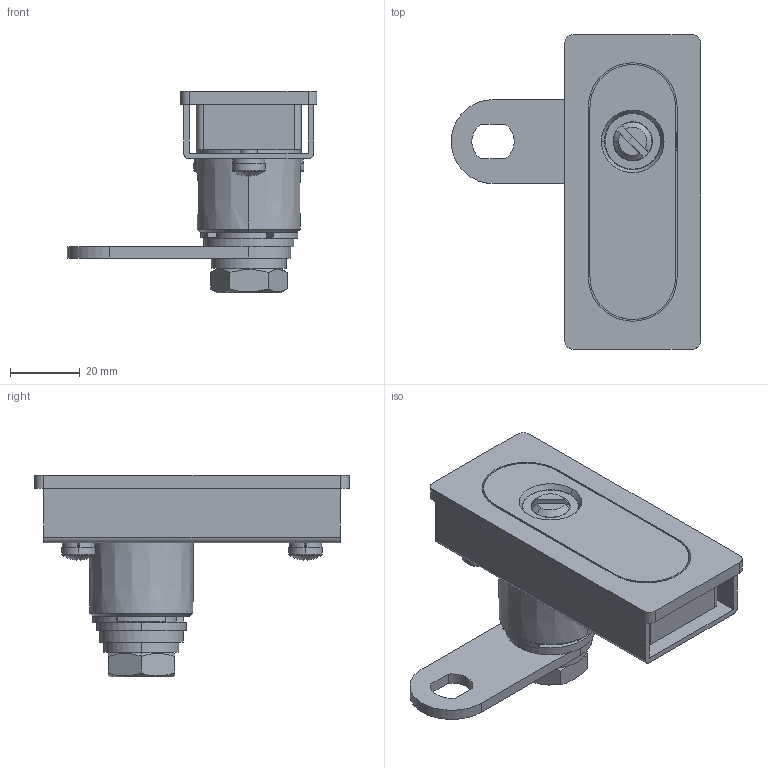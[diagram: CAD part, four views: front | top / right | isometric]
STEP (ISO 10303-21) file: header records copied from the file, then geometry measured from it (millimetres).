
FILE_DESCRIPTION (( 'STEP AP203' ), '1' );
FILE_NAME ('A-410-B.STEP', '2010-07-05T06:56:36', ( ' ' ), ( ' ' ), 'SwSTEP 2.0', 'SolidWorks 2007', '' );
FILE_SCHEMA (( 'CONFIG_CONTROL_DESIGN' ));
Length unit declared in the file: millimetre
Products named in the file (14): A-410-B僷僢僉儞__棉太倌; A-410-B僇儉__棉太倌; A-410-B儚僢僔儍乕__棉太倌; A-410-B巭傔嬥__棉太倌; A-410-B; A-410-B儃僨傿__棉太倌; A-410-B僔儍僼僩__棉太倌; A-410-B僴儞僪儖__棉太倌; A-410-B僔儕儞僟__棉太倌; A-410-B庢晅嬥嬶__棉太倌; A-410-Bスプリングワッシャー__ﾃﾞﾌｫﾙﾄ; A-410-B僫僢僩__棉太倌; スプリングワッシャーM5_JIS B 1251 No.2 5; 廫帤寠晅側傋偹偠M5_M5 x 10
Assembly tree (17 placements, depth 2):
  A-410-B
    A-410-B僔儍僼僩__棉太倌
    A-410-B庢晅嬥嬶__棉太倌
    A-410-B巭傔嬥__棉太倌
    A-410-Bスプリングワッシャー__ﾃﾞﾌｫﾙﾄ
    スプリングワッシャーM5_JIS B 1251 No.2 5  x3
    廫帤寠晅側傋偹偠M5_M5 x 10  x3
    A-410-B儃僨傿__棉太倌
    A-410-B僷僢僉儞__棉太倌
    A-410-B僇儉__棉太倌
    A-410-B僴儞僪儖__棉太倌
    A-410-B僫僢僩__棉太倌
    A-410-B儚僢僔儍乕__棉太倌
    A-410-B僔儕儞僟__棉太倌
Bounding box: 71.5 x 90 x 57.8 mm (x, y, z)
Volume: 68177.9 mm3; surface area: 51590.9 mm2
Topology: 17 solids, 17 shells, 294 faces, 707 edges, 463 vertices
Faces by surface type: plane 158, cylinder 111, cone 13, torus 6, sphere 6
Entity records: 8719 total; most frequent: CARTESIAN_POINT 1338, DIRECTION 1303, ORIENTED_EDGE 1134, EDGE_CURVE 567, AXIS2_PLACEMENT_3D 496, VERTEX_POINT 371, VECTOR 311, LINE 311
